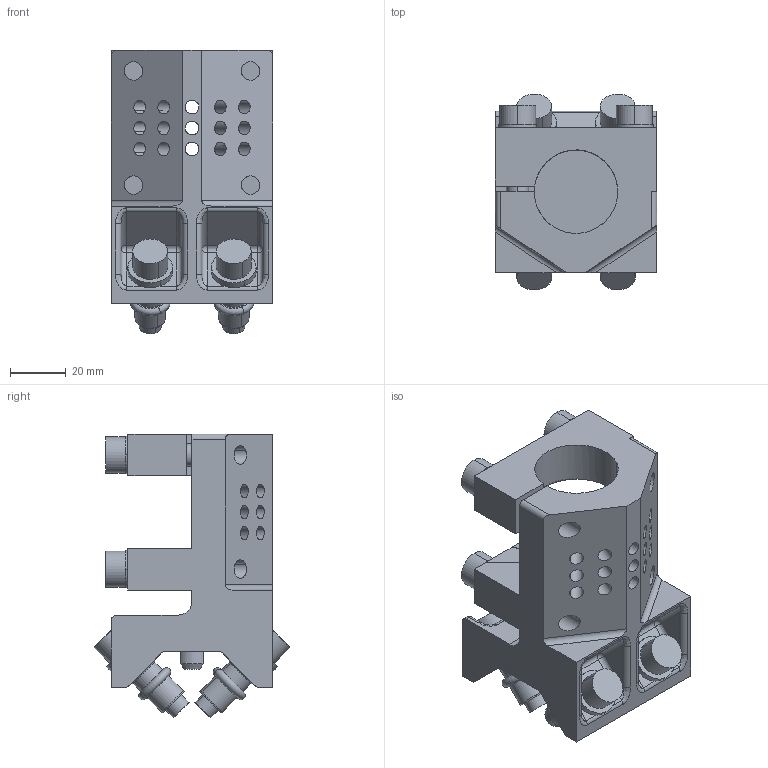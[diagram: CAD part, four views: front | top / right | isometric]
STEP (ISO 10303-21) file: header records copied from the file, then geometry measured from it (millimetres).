
FILE_DESCRIPTION(('CATIA V5 STEP'),'2;1');
FILE_NAME('AEGT108.stp','2018-07-30T00:37:23+00:00',('none'),('none'),'CATIA Version 5 Release 21 GA (IN-10)','CATIA V5 STEP AP214','none');
FILE_SCHEMA(('AUTOMOTIVE_DESIGN { 1 0 10303 214 1 1 1 1 }'));
Length unit declared in the file: millimetre
Products named in the file (1): AEGT108
Bounding box: 58 x 70.35 x 101.94 mm (x, y, z)
Volume: 147206.9 mm3; surface area: 50270.3 mm2
Topology: 1 solids, 7 shells, 494 faces, 1253 edges, 790 vertices
Faces by surface type: plane 231, cylinder 179, bspline 42, cone 26, torus 8, sphere 8
Entity records: 19130 total; most frequent: CARTESIAN_POINT 7238, ORIENTED_EDGE 2490, DIRECTION 1615, EDGE_CURVE 1245, VERTEX_POINT 790, AXIS2_PLACEMENT_3D 694, VECTOR 593, LINE 593
